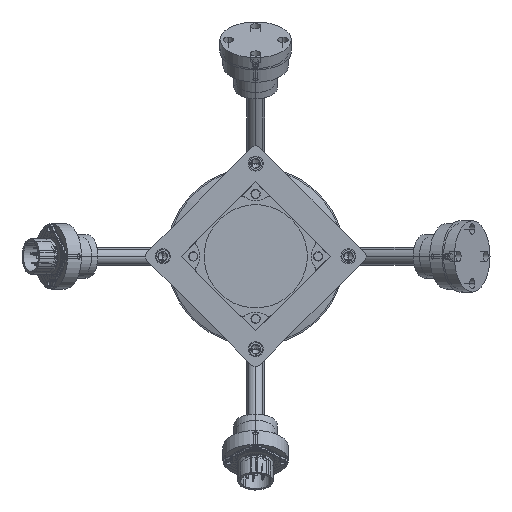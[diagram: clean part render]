
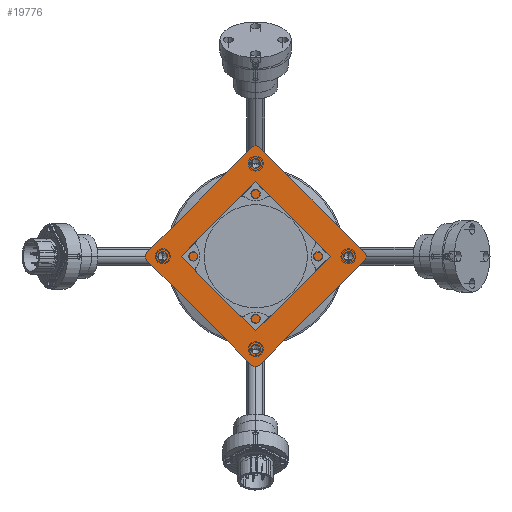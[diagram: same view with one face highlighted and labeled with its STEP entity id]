
A CAD part, front view. The second image highlights one B-rep face of the part: STEP entity #19776.
In plain terms, the highlighted planar face has unit normal (0, -1, 0).
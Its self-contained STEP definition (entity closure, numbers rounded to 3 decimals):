
#19407=CARTESIAN_POINT('',(0.,-2.5,0.));
#19408=DIRECTION('',(0.,-1.,0.));
#19409=DIRECTION('',(1.,0.,0.));
#19410=AXIS2_PLACEMENT_3D('',#19407,#19408,#19409);
#19412=CARTESIAN_POINT('',(0.,-2.5,0.));
#19413=DIRECTION('',(0.,-1.,0.));
#19414=DIRECTION('',(-1.,0.,0.));
#19415=AXIS2_PLACEMENT_3D('',#19412,#19413,#19414);
#19417=CARTESIAN_POINT('',(-39.5,-2.5,39.5));
#19418=DIRECTION('',(0.,1.,0.));
#19419=DIRECTION('',(-1.,0.,0.));
#19420=AXIS2_PLACEMENT_3D('',#19417,#19418,#19419);
#19422=DIRECTION('',(1.,0.,0.));
#19423=VECTOR('',#19422,79.);
#19424=CARTESIAN_POINT('',(-39.5,-2.5,42.5));
#19425=LINE('',#19424,#19423);
#19426=CARTESIAN_POINT('',(39.5,-2.5,39.5));
#19427=DIRECTION('',(0.,1.,0.));
#19428=DIRECTION('',(0.,0.,1.));
#19429=AXIS2_PLACEMENT_3D('',#19426,#19427,#19428);
#19431=DIRECTION('',(0.,0.,-1.));
#19432=VECTOR('',#19431,79.);
#19433=CARTESIAN_POINT('',(42.5,-2.5,39.5));
#19434=LINE('',#19433,#19432);
#19435=CARTESIAN_POINT('',(39.5,-2.5,-39.5));
#19436=DIRECTION('',(0.,1.,0.));
#19437=DIRECTION('',(1.,0.,0.));
#19438=AXIS2_PLACEMENT_3D('',#19435,#19436,#19437);
#19440=DIRECTION('',(-1.,0.,0.));
#19441=VECTOR('',#19440,79.);
#19442=CARTESIAN_POINT('',(39.5,-2.5,-42.5));
#19443=LINE('',#19442,#19441);
#19444=CARTESIAN_POINT('',(-39.5,-2.5,-39.5));
#19445=DIRECTION('',(0.,1.,0.));
#19446=DIRECTION('',(0.,0.,-1.));
#19447=AXIS2_PLACEMENT_3D('',#19444,#19445,#19446);
#19449=DIRECTION('',(0.,0.,1.));
#19450=VECTOR('',#19449,79.);
#19451=CARTESIAN_POINT('',(-42.5,-2.5,-39.5));
#19452=LINE('',#19451,#19450);
#19453=CARTESIAN_POINT('',(-35.002,-2.5,-35.002));
#19454=DIRECTION('',(0.,1.,0.));
#19455=DIRECTION('',(1.,0.,0.));
#19456=AXIS2_PLACEMENT_3D('',#19453,#19454,#19455);
#19458=CARTESIAN_POINT('',(-35.002,-2.5,-35.002));
#19459=DIRECTION('',(0.,1.,0.));
#19460=DIRECTION('',(-1.,0.,0.));
#19461=AXIS2_PLACEMENT_3D('',#19458,#19459,#19460);
#19463=CARTESIAN_POINT('',(-35.002,-2.5,35.002));
#19464=DIRECTION('',(0.,1.,0.));
#19465=DIRECTION('',(0.,0.,-1.));
#19466=AXIS2_PLACEMENT_3D('',#19463,#19464,#19465);
#19468=CARTESIAN_POINT('',(-35.002,-2.5,35.002));
#19469=DIRECTION('',(0.,1.,0.));
#19470=DIRECTION('',(0.,0.,1.));
#19471=AXIS2_PLACEMENT_3D('',#19468,#19469,#19470);
#19473=CARTESIAN_POINT('',(35.002,-2.5,35.002));
#19474=DIRECTION('',(0.,1.,0.));
#19475=DIRECTION('',(-1.,0.,0.));
#19476=AXIS2_PLACEMENT_3D('',#19473,#19474,#19475);
#19478=CARTESIAN_POINT('',(35.002,-2.5,35.002));
#19479=DIRECTION('',(0.,1.,0.));
#19480=DIRECTION('',(1.,0.,0.));
#19481=AXIS2_PLACEMENT_3D('',#19478,#19479,#19480);
#19483=CARTESIAN_POINT('',(35.002,-2.5,-35.002));
#19484=DIRECTION('',(0.,1.,0.));
#19485=DIRECTION('',(0.,0.,1.));
#19486=AXIS2_PLACEMENT_3D('',#19483,#19484,#19485);
#19488=CARTESIAN_POINT('',(35.002,-2.5,-35.002));
#19489=DIRECTION('',(0.,1.,0.));
#19490=DIRECTION('',(0.,0.,-1.));
#19491=AXIS2_PLACEMENT_3D('',#19488,#19489,#19490);
#19651=CARTESIAN_POINT('',(19.2,-2.5,0.));
#19652=CARTESIAN_POINT('',(-19.2,-2.5,0.));
#19653=VERTEX_POINT('',#19651);
#19654=VERTEX_POINT('',#19652);
#19655=CARTESIAN_POINT('',(-42.5,-2.5,39.5));
#19656=CARTESIAN_POINT('',(-39.5,-2.5,42.5));
#19657=VERTEX_POINT('',#19655);
#19658=VERTEX_POINT('',#19656);
#19659=CARTESIAN_POINT('',(39.5,-2.5,42.5));
#19660=VERTEX_POINT('',#19659);
#19661=CARTESIAN_POINT('',(42.5,-2.5,39.5));
#19662=VERTEX_POINT('',#19661);
#19663=CARTESIAN_POINT('',(42.5,-2.5,-39.5));
#19664=VERTEX_POINT('',#19663);
#19665=CARTESIAN_POINT('',(39.5,-2.5,-42.5));
#19666=VERTEX_POINT('',#19665);
#19667=CARTESIAN_POINT('',(-39.5,-2.5,-42.5));
#19668=VERTEX_POINT('',#19667);
#19669=CARTESIAN_POINT('',(-42.5,-2.5,-39.5));
#19670=VERTEX_POINT('',#19669);
#19691=CARTESIAN_POINT('',(-32.402,-2.5,-35.002));
#19692=CARTESIAN_POINT('',(-37.602,-2.5,-35.002));
#19693=VERTEX_POINT('',#19691);
#19694=VERTEX_POINT('',#19692);
#19699=CARTESIAN_POINT('',(-35.002,-2.5,32.402));
#19700=CARTESIAN_POINT('',(-35.002,-2.5,37.602));
#19701=VERTEX_POINT('',#19699);
#19702=VERTEX_POINT('',#19700);
#19707=CARTESIAN_POINT('',(32.402,-2.5,35.002));
#19708=CARTESIAN_POINT('',(37.602,-2.5,35.002));
#19709=VERTEX_POINT('',#19707);
#19710=VERTEX_POINT('',#19708);
#19715=CARTESIAN_POINT('',(35.002,-2.5,-32.402));
#19716=CARTESIAN_POINT('',(35.002,-2.5,-37.602));
#19717=VERTEX_POINT('',#19715);
#19718=VERTEX_POINT('',#19716);
#19723=CARTESIAN_POINT('',(0.,-2.5,0.));
#19724=DIRECTION('',(0.,1.,0.));
#19725=DIRECTION('',(1.,0.,0.));
#19726=AXIS2_PLACEMENT_3D('',#19723,#19724,#19725);
#19727=PLANE('',#19726);
#19729=ORIENTED_EDGE('',*,*,#19728,.T.);
#19731=ORIENTED_EDGE('',*,*,#19730,.T.);
#19733=ORIENTED_EDGE('',*,*,#19732,.T.);
#19735=ORIENTED_EDGE('',*,*,#19734,.T.);
#19737=ORIENTED_EDGE('',*,*,#19736,.T.);
#19739=ORIENTED_EDGE('',*,*,#19738,.T.);
#19741=ORIENTED_EDGE('',*,*,#19740,.T.);
#19743=ORIENTED_EDGE('',*,*,#19742,.T.);
#19744=EDGE_LOOP('',(#19729,#19731,#19733,#19735,#19737,#19739,#19741,#19743));
#19745=FACE_OUTER_BOUND('',#19744,.F.);
#19747=ORIENTED_EDGE('',*,*,#19746,.T.);
#19749=ORIENTED_EDGE('',*,*,#19748,.T.);
#19750=EDGE_LOOP('',(#19747,#19749));
#19751=FACE_BOUND('',#19750,.F.);
#19753=ORIENTED_EDGE('',*,*,#19752,.F.);
#19755=ORIENTED_EDGE('',*,*,#19754,.F.);
#19756=EDGE_LOOP('',(#19753,#19755));
#19757=FACE_BOUND('',#19756,.F.);
#19759=ORIENTED_EDGE('',*,*,#19758,.F.);
#19761=ORIENTED_EDGE('',*,*,#19760,.F.);
#19762=EDGE_LOOP('',(#19759,#19761));
#19763=FACE_BOUND('',#19762,.F.);
#19765=ORIENTED_EDGE('',*,*,#19764,.F.);
#19767=ORIENTED_EDGE('',*,*,#19766,.F.);
#19768=EDGE_LOOP('',(#19765,#19767));
#19769=FACE_BOUND('',#19768,.F.);
#19771=ORIENTED_EDGE('',*,*,#19770,.F.);
#19773=ORIENTED_EDGE('',*,*,#19772,.F.);
#19774=EDGE_LOOP('',(#19771,#19773));
#19775=FACE_BOUND('',#19774,.F.);
#19776=ADVANCED_FACE('',(#19745,#19751,#19757,#19763,#19769,#19775),#19727,.F.);
#19411=CIRCLE('',#19410,19.2);
#19416=CIRCLE('',#19415,19.2);
#19421=CIRCLE('',#19420,3.);
#19430=CIRCLE('',#19429,3.);
#19439=CIRCLE('',#19438,3.);
#19448=CIRCLE('',#19447,3.);
#19457=CIRCLE('',#19456,2.6);
#19462=CIRCLE('',#19461,2.6);
#19467=CIRCLE('',#19466,2.6);
#19472=CIRCLE('',#19471,2.6);
#19477=CIRCLE('',#19476,2.6);
#19482=CIRCLE('',#19481,2.6);
#19487=CIRCLE('',#19486,2.6);
#19492=CIRCLE('',#19491,2.6);
#19728=EDGE_CURVE('',#19657,#19658,#19421,.T.);
#19730=EDGE_CURVE('',#19658,#19660,#19425,.T.);
#19732=EDGE_CURVE('',#19660,#19662,#19430,.T.);
#19734=EDGE_CURVE('',#19662,#19664,#19434,.T.);
#19736=EDGE_CURVE('',#19664,#19666,#19439,.T.);
#19738=EDGE_CURVE('',#19666,#19668,#19443,.T.);
#19740=EDGE_CURVE('',#19668,#19670,#19448,.T.);
#19742=EDGE_CURVE('',#19670,#19657,#19452,.T.);
#19746=EDGE_CURVE('',#19653,#19654,#19411,.T.);
#19748=EDGE_CURVE('',#19654,#19653,#19416,.T.);
#19752=EDGE_CURVE('',#19693,#19694,#19457,.T.);
#19754=EDGE_CURVE('',#19694,#19693,#19462,.T.);
#19758=EDGE_CURVE('',#19701,#19702,#19467,.T.);
#19760=EDGE_CURVE('',#19702,#19701,#19472,.T.);
#19764=EDGE_CURVE('',#19709,#19710,#19477,.T.);
#19766=EDGE_CURVE('',#19710,#19709,#19482,.T.);
#19770=EDGE_CURVE('',#19717,#19718,#19487,.T.);
#19772=EDGE_CURVE('',#19718,#19717,#19492,.T.);
